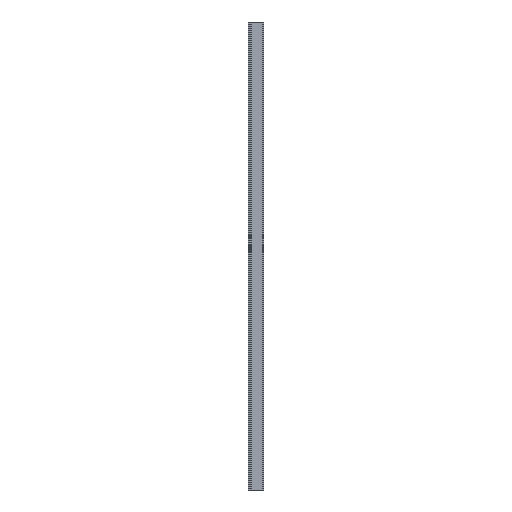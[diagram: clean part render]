
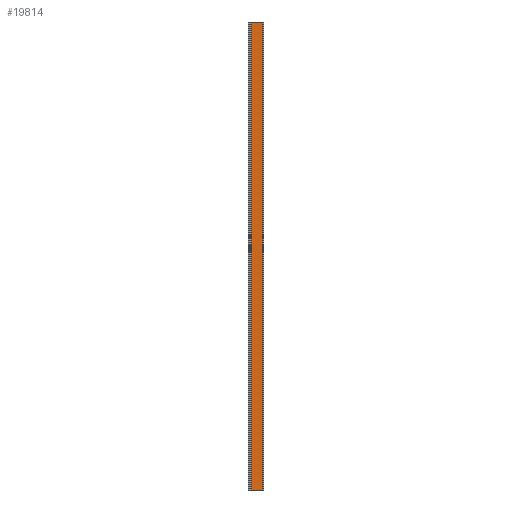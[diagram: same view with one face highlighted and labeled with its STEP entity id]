
A CAD part, front view. The second image highlights one B-rep face of the part: STEP entity #19814.
In plain terms, the highlighted planar face has unit normal (0, -1, 0).
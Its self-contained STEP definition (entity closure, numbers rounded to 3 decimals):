
#454=PLANE('',#21778);
#1344=FACE_OUTER_BOUND('',#2344,.T.);
#2344=EDGE_LOOP('',(#15704,#15705,#15706,#15707));
#4124=LINE('',#33282,#5942);
#4125=LINE('',#33286,#5943);
#4126=LINE('',#33288,#5944);
#4127=LINE('',#33289,#5945);
#5942=VECTOR('',#27242,1.);
#5943=VECTOR('',#27247,1.);
#5944=VECTOR('',#27248,1.);
#5945=VECTOR('',#27249,1.);
#9070=VERTEX_POINT('',#33279);
#9071=VERTEX_POINT('',#33281);
#9072=VERTEX_POINT('',#33285);
#9073=VERTEX_POINT('',#33287);
#11887=EDGE_CURVE('',#9071,#9070,#4124,.T.);
#11889=EDGE_CURVE('',#9070,#9072,#4125,.T.);
#11890=EDGE_CURVE('',#9073,#9072,#4126,.T.);
#11891=EDGE_CURVE('',#9071,#9073,#4127,.T.);
#15704=ORIENTED_EDGE('',*,*,#11889,.T.);
#15705=ORIENTED_EDGE('',*,*,#11890,.F.);
#15706=ORIENTED_EDGE('',*,*,#11891,.F.);
#15707=ORIENTED_EDGE('',*,*,#11887,.T.);
#19814=ADVANCED_FACE('',(#1344),#454,.T.);
#21778=AXIS2_PLACEMENT_3D('',#33284,#27245,#27246);
#27242=DIRECTION('',(0.,0.,1.));
#27245=DIRECTION('center_axis',(0.,-1.,0.));
#27246=DIRECTION('ref_axis',(1.,0.,0.));
#27247=DIRECTION('',(-1.,0.,0.));
#27248=DIRECTION('',(0.,0.,1.));
#27249=DIRECTION('',(-1.,0.,0.));
#33279=CARTESIAN_POINT('',(36.8,0.,3000.));
#33281=CARTESIAN_POINT('',(36.8,0.,0.));
#33282=CARTESIAN_POINT('',(36.8,0.,0.));
#33284=CARTESIAN_POINT('Origin',(0.,0.,0.));
#33285=CARTESIAN_POINT('',(-36.8,0.,3000.));
#33286=CARTESIAN_POINT('',(36.8,0.,3000.));
#33287=CARTESIAN_POINT('',(-36.8,0.,0.));
#33288=CARTESIAN_POINT('',(-36.8,0.,0.));
#33289=CARTESIAN_POINT('',(36.8,0.,0.));
